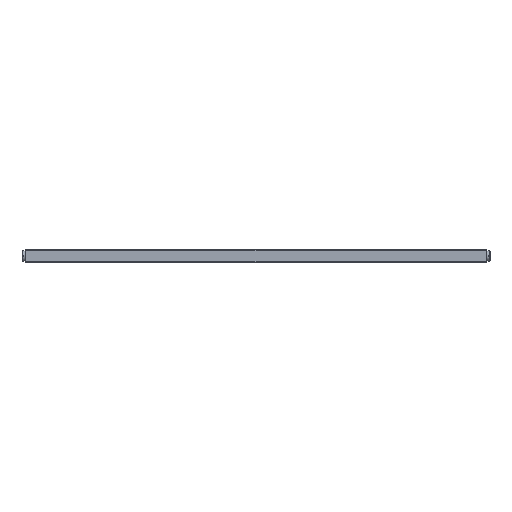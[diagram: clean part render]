
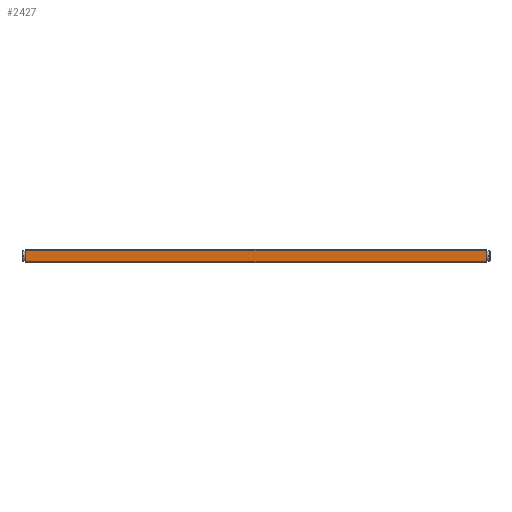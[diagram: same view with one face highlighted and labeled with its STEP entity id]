
A CAD part, front view. The second image highlights one B-rep face of the part: STEP entity #2427.
In plain terms, the highlighted face is planar.
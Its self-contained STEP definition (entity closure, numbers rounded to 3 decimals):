
#2427=ADVANCED_FACE('',(#4396),#3714,.T.);
#3714=PLANE('',#23771);
#4396=FACE_OUTER_BOUND('',#5623,.T.);
#5623=EDGE_LOOP('',(#7093,#7094,#7095,#7096));
#7093=ORIENTED_EDGE('',*,*,#16017,.T.);
#7094=ORIENTED_EDGE('',*,*,#16018,.T.);
#7095=ORIENTED_EDGE('',*,*,#16019,.T.);
#7096=ORIENTED_EDGE('',*,*,#16020,.T.);
#13849=VERTEX_POINT('',#33582);
#13850=VERTEX_POINT('',#33583);
#13851=VERTEX_POINT('',#33585);
#13852=VERTEX_POINT('',#33587);
#16017=EDGE_CURVE('',#13849,#13850,#19383,.T.);
#16018=EDGE_CURVE('',#13850,#13851,#19384,.T.);
#16019=EDGE_CURVE('',#13851,#13852,#19385,.T.);
#16020=EDGE_CURVE('',#13852,#13849,#19386,.T.);
#19383=LINE('',#33581,#21579);
#19384=LINE('',#33584,#21580);
#19385=LINE('',#33586,#21581);
#19386=LINE('',#33588,#21582);
#21579=VECTOR('',#26329,1.);
#21580=VECTOR('',#26330,1.);
#21581=VECTOR('',#26331,1.);
#21582=VECTOR('',#26332,1.);
#23771=AXIS2_PLACEMENT_3D('',#33589,#26333,#26334);
#26329=DIRECTION('',(0.,0.,-1.));
#26330=DIRECTION('',(-1.,0.,0.));
#26331=DIRECTION('',(0.,0.,1.));
#26332=DIRECTION('',(1.,0.,0.));
#26333=DIRECTION('',(0.,1.,0.));
#26334=DIRECTION('',(0.,0.,1.));
#33581=CARTESIAN_POINT('',(399.5,10.,0.));
#33582=CARTESIAN_POINT('',(399.5,10.,10.5));
#33583=CARTESIAN_POINT('',(399.5,10.,0.5));
#33584=CARTESIAN_POINT('',(200.,10.,0.5));
#33585=CARTESIAN_POINT('',(0.5,10.,0.5));
#33586=CARTESIAN_POINT('',(0.5,10.,0.));
#33587=CARTESIAN_POINT('',(0.5,10.,10.5));
#33588=CARTESIAN_POINT('',(200.,10.,10.5));
#33589=CARTESIAN_POINT('',(200.,10.,0.));
